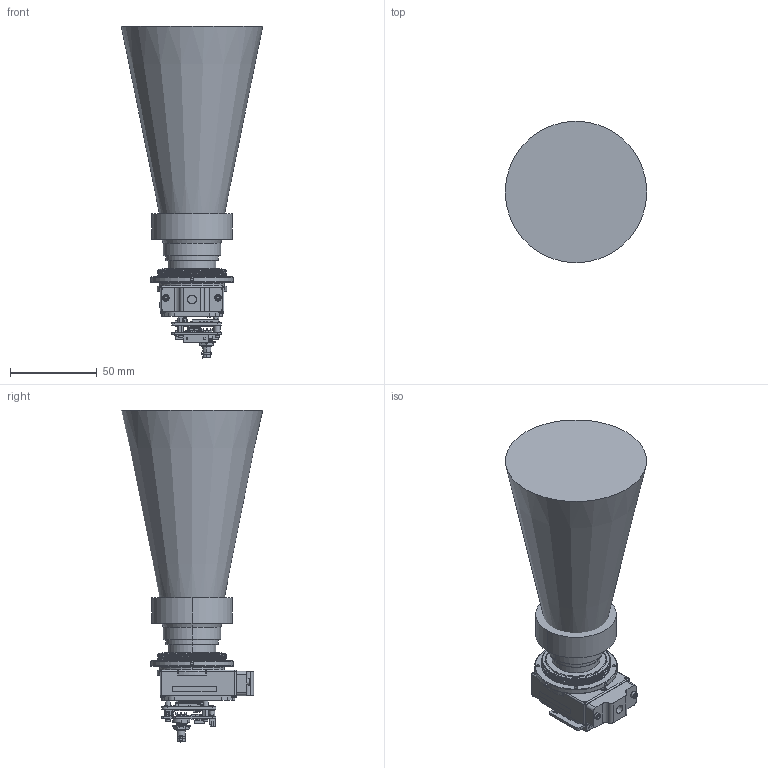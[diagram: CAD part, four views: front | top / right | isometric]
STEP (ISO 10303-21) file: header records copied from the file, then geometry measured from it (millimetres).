
FILE_DESCRIPTION (( 'STEP AP203' ), '1' );
FILE_NAME ('20-70101 Mechanical ICD, Viento HD10, 18deg HFOV, 40mm, SDI.STEP', '2025-07-16T19:10:07', ( '' ), ( '' ), 'SwSTEP 2.0', 'SolidWorks 2025', '' );
FILE_SCHEMA (( 'CONFIG_CONTROL_DESIGN' ));
Products named in the file (1): 20-70101 Mechanical ICD, Viento HD10, 18deg HFOV, 40mm, SDI
Bounding box: 81.47 x 81.47 x 191.22 mm (x, y, z)
Volume: 389340.2 mm3; surface area: 66283.3 mm2
Topology: 15 solids, 19 shells, 2465 faces, 6336 edges, 4140 vertices
Faces by surface type: plane 1770, cylinder 390, cone 159, bspline 103, torus 31, sphere 12
Full cylindrical faces by diameter (mm): 0.351 x1, 0.6 x6, 0.864 x3, 1 x1, 1.112 x2, 1.191 x1, 1.2 x2, 1.524 x5, 1.6 x6, 1.727 x8, 1.8 x1, 1.9 x4, 2.4 x2, 2.438 x3, 3.3 x1, 3.8 x2, 5.105 x1, 9.7 x1, 10.21 x1, 47.498 x1
Entity records: 94384 total; most frequent: CARTESIAN_POINT 35550, ORIENTED_EDGE 12392, DIRECTION 11345, EDGE_CURVE 6196, LINE 4699, VECTOR 4699, VERTEX_POINT 4103, AXIS2_PLACEMENT_3D 3323
